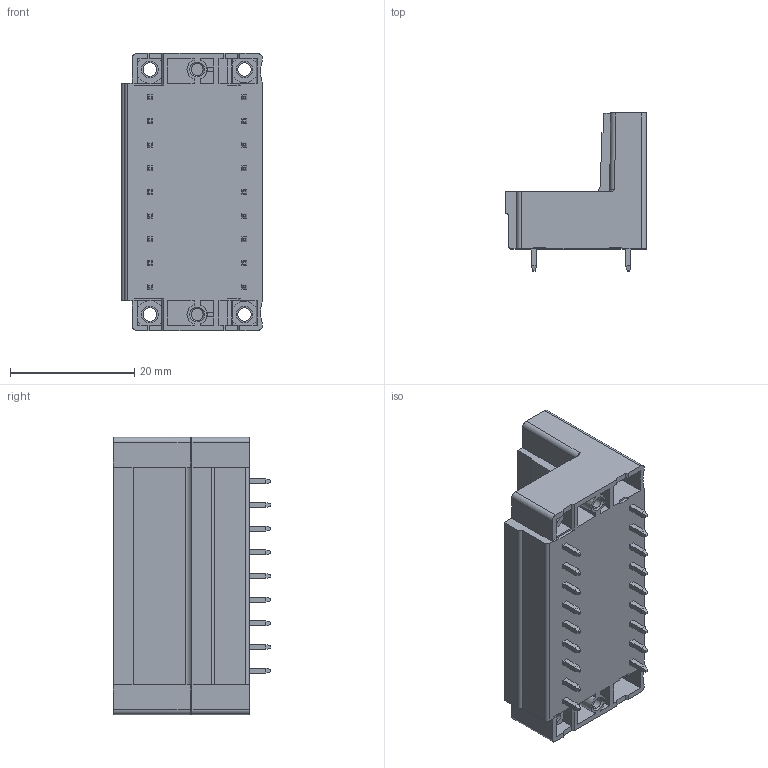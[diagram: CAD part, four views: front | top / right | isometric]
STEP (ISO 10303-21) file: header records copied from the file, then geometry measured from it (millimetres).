
FILE_DESCRIPTION((''),'2;1');
FILE_NAME('TLPHDW-105V-1','2024-09-23T10:58:28',('sheji109'),(''),'CREO PARAMETRIC BY PTC INC, 2018100','CREO PARAMETRIC BY PTC INC, 2018100','');
FILE_SCHEMA(('CONFIG_CONTROL_DESIGN'));
Length unit declared in the file: millimetre
Products named in the file (1): TLPHDW-105V-1
Bounding box: 22.7 x 25.4 x 44.68 mm (x, y, z)
Volume: 9592.8 mm3; surface area: 10550.1 mm2
Topology: 1 solids, 1 shells, 1216 faces, 3163 edges, 2027 vertices
Faces by surface type: plane 1052, cylinder 127, cone 26, sphere 9, bspline 2
Entity records: 36690 total; most frequent: CARTESIAN_POINT 6782, ORIENTED_EDGE 6308, DIRECTION 5846, EDGE_CURVE 3154, VECTOR 2724, LINE 2724, VERTEX_POINT 2027, AXIS2_PLACEMENT_3D 1561
